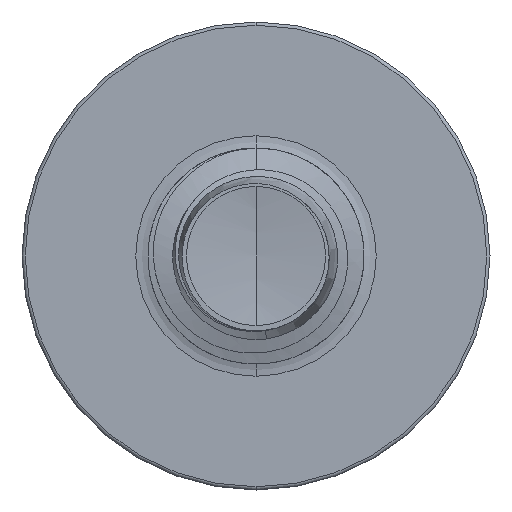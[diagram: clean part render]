
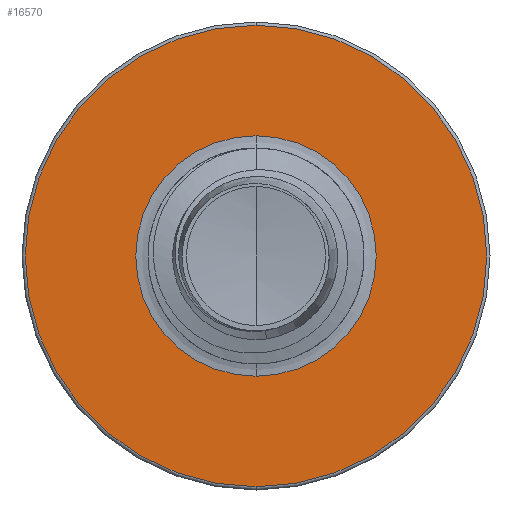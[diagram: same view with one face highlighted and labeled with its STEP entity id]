
A CAD part, front view. The second image highlights one B-rep face of the part: STEP entity #16570.
In plain terms, the highlighted planar face has unit normal (0, -1, 0).
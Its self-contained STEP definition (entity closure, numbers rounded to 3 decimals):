
#26 = ORIENTED_EDGE ( 'NONE', *, *, #5172, .F. ) ;
#333 = CIRCLE ( 'NONE', #13505, 1.67 ) ;
#821 = DIRECTION ( 'NONE',  ( 0., 1., 0. ) ) ;
#1949 = DIRECTION ( 'NONE',  ( 0., 0., 1. ) ) ;
#1954 = DIRECTION ( 'NONE',  ( 0., 1., 0. ) ) ;
#1977 = CARTESIAN_POINT ( 'NONE',  ( 0., 5., 0. ) ) ;
#2428 = CARTESIAN_POINT ( 'NONE',  ( 0., 5., 3.205 ) ) ;
#2518 = EDGE_CURVE ( 'NONE', #2626, #14321, #3293, .T. ) ;
#2626 = VERTEX_POINT ( 'NONE', #7640 ) ;
#3293 = CIRCLE ( 'NONE', #10589, 1.67 ) ;
#3761 = ORIENTED_EDGE ( 'NONE', *, *, #4646, .F. ) ;
#3772 = CIRCLE ( 'NONE', #13566, 3.205 ) ;
#4565 = DIRECTION ( 'NONE',  ( 0., 0., 1. ) ) ;
#4646 = EDGE_CURVE ( 'NONE', #15775, #7024, #3772, .T. ) ;
#4777 = CARTESIAN_POINT ( 'NONE',  ( 0., 5., 0. ) ) ;
#5172 = EDGE_CURVE ( 'NONE', #7024, #15775, #9201, .T. ) ;
#6275 = DIRECTION ( 'NONE',  ( 0., 0., 1. ) ) ;
#6501 = CARTESIAN_POINT ( 'NONE',  ( 0., 5., -3.205 ) ) ;
#6879 = ORIENTED_EDGE ( 'NONE', *, *, #2518, .T. ) ;
#7024 = VERTEX_POINT ( 'NONE', #6501 ) ;
#7511 = EDGE_LOOP ( 'NONE', ( #3761, #26 ) ) ;
#7557 = FACE_BOUND ( 'NONE', #11274, .T. ) ;
#7640 = CARTESIAN_POINT ( 'NONE',  ( 0., 5., 1.67 ) ) ;
#9201 = CIRCLE ( 'NONE', #14765, 3.205 ) ;
#9634 = CARTESIAN_POINT ( 'NONE',  ( 0., 5., 0. ) ) ;
#9665 = EDGE_CURVE ( 'NONE', #14321, #2626, #333, .T. ) ;
#10200 = CARTESIAN_POINT ( 'NONE',  ( 0., 5., -1.67 ) ) ;
#10589 = AXIS2_PLACEMENT_3D ( 'NONE', #12191, #12178, #12141 ) ;
#10898 = DIRECTION ( 'NONE',  ( 0., 0., 1. ) ) ;
#11274 = EDGE_LOOP ( 'NONE', ( #6879, #16430 ) ) ;
#12141 = DIRECTION ( 'NONE',  ( 0., 0., 1. ) ) ;
#12178 = DIRECTION ( 'NONE',  ( 0., 1., 0. ) ) ;
#12191 = CARTESIAN_POINT ( 'NONE',  ( 0., 5., 0. ) ) ;
#12498 = PLANE ( 'NONE',  #16305 ) ;
#12549 = DIRECTION ( 'NONE',  ( 0., 1., 0. ) ) ;
#13505 = AXIS2_PLACEMENT_3D ( 'NONE', #9634, #821, #10898 ) ;
#13566 = AXIS2_PLACEMENT_3D ( 'NONE', #1977, #1954, #1949 ) ;
#13807 = DIRECTION ( 'NONE',  ( 0., 1., 0. ) ) ;
#14096 = FACE_OUTER_BOUND ( 'NONE', #7511, .T. ) ;
#14321 = VERTEX_POINT ( 'NONE', #16375 ) ;
#14765 = AXIS2_PLACEMENT_3D ( 'NONE', #4777, #13807, #6275 ) ;
#15775 = VERTEX_POINT ( 'NONE', #2428 ) ;
#16305 = AXIS2_PLACEMENT_3D ( 'NONE', #10200, #12549, #4565 ) ;
#16375 = CARTESIAN_POINT ( 'NONE',  ( 0., 5., -1.67 ) ) ;
#16430 = ORIENTED_EDGE ( 'NONE', *, *, #9665, .T. ) ;
#16570 = ADVANCED_FACE ( 'NONE', ( #14096, #7557 ), #12498, .F. ) ;
